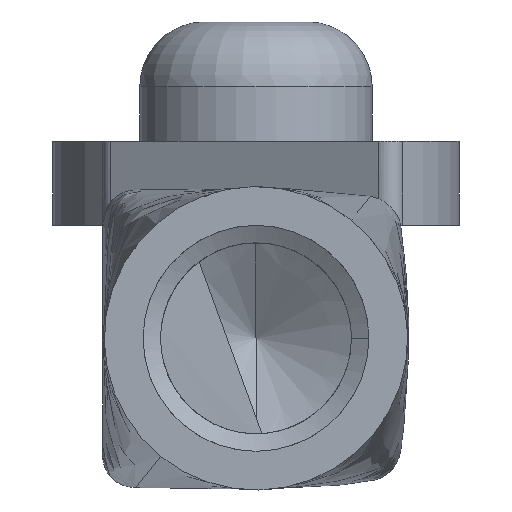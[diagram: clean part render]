
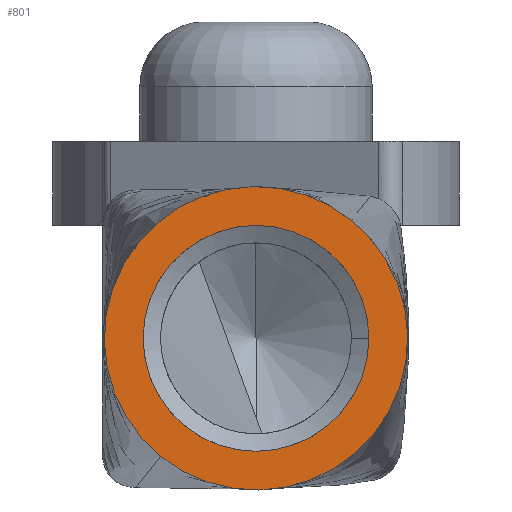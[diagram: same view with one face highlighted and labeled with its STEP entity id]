
A CAD part, front view. The second image highlights one B-rep face of the part: STEP entity #801.
In plain terms, the highlighted planar face has unit normal (0, -1, 0).
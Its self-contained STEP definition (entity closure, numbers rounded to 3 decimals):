
#45 = CARTESIAN_POINT ( 'NONE',  ( 0., 0., 0. ) ) ;
#96 = VERTEX_POINT ( 'NONE', #1116 ) ;
#152 = DIRECTION ( 'NONE',  ( 0., 0., 1. ) ) ;
#213 = CIRCLE ( 'NONE', #597, 4.7 ) ;
#240 = CARTESIAN_POINT ( 'NONE',  ( -2.95, 0., -3.659 ) ) ;
#265 = CARTESIAN_POINT ( 'NONE',  ( 0., 0., 3.5 ) ) ;
#283 = VERTEX_POINT ( 'NONE', #240 ) ;
#322 = DIRECTION ( 'NONE',  ( 0., 1., 0. ) ) ;
#396 = FACE_OUTER_BOUND ( 'NONE', #2535, .T. ) ;
#406 = DIRECTION ( 'NONE',  ( 0., 1., 0. ) ) ;
#418 = PLANE ( 'NONE',  #2675 ) ;
#491 = AXIS2_PLACEMENT_3D ( 'NONE', #1132, #2680, #2444 ) ;
#507 = CARTESIAN_POINT ( 'NONE',  ( 2.95, 0., 3.659 ) ) ;
#538 = DIRECTION ( 'NONE',  ( 0., 0., 1. ) ) ;
#597 = AXIS2_PLACEMENT_3D ( 'NONE', #45, #809, #1070 ) ;
#801 = ADVANCED_FACE ( 'NONE', ( #3156, #396 ), #418, .F. ) ;
#809 = DIRECTION ( 'NONE',  ( 0., 1., 0. ) ) ;
#815 = EDGE_CURVE ( 'NONE', #1538, #96, #2486, .T. ) ;
#910 = EDGE_LOOP ( 'NONE', ( #1272, #1585 ) ) ;
#970 = DIRECTION ( 'NONE',  ( 0., -1., 0. ) ) ;
#1070 = DIRECTION ( 'NONE',  ( 0., 0., 1. ) ) ;
#1116 = CARTESIAN_POINT ( 'NONE',  ( 0., 0., -3.5 ) ) ;
#1132 = CARTESIAN_POINT ( 'NONE',  ( 0., 0., 0. ) ) ;
#1195 = AXIS2_PLACEMENT_3D ( 'NONE', #3065, #970, #1789 ) ;
#1271 = CIRCLE ( 'NONE', #1195, 3.5 ) ;
#1272 = ORIENTED_EDGE ( 'NONE', *, *, #2628, .F. ) ;
#1538 = VERTEX_POINT ( 'NONE', #265 ) ;
#1585 = ORIENTED_EDGE ( 'NONE', *, *, #815, .F. ) ;
#1602 = ORIENTED_EDGE ( 'NONE', *, *, #1696, .F. ) ;
#1635 = EDGE_CURVE ( 'NONE', #283, #2688, #2175, .T. ) ;
#1696 = EDGE_CURVE ( 'NONE', #2688, #283, #213, .T. ) ;
#1789 = DIRECTION ( 'NONE',  ( 0., 0., -1. ) ) ;
#1882 = AXIS2_PLACEMENT_3D ( 'NONE', #2378, #322, #538 ) ;
#2175 = CIRCLE ( 'NONE', #1882, 4.7 ) ;
#2204 = CARTESIAN_POINT ( 'NONE',  ( 0., 0., 0. ) ) ;
#2212 = ORIENTED_EDGE ( 'NONE', *, *, #1635, .F. ) ;
#2378 = CARTESIAN_POINT ( 'NONE',  ( 0., 0., 0. ) ) ;
#2444 = DIRECTION ( 'NONE',  ( 0., 0., -1. ) ) ;
#2486 = CIRCLE ( 'NONE', #491, 3.5 ) ;
#2535 = EDGE_LOOP ( 'NONE', ( #2212, #1602 ) ) ;
#2628 = EDGE_CURVE ( 'NONE', #96, #1538, #1271, .T. ) ;
#2675 = AXIS2_PLACEMENT_3D ( 'NONE', #2204, #406, #152 ) ;
#2680 = DIRECTION ( 'NONE',  ( 0., -1., 0. ) ) ;
#2688 = VERTEX_POINT ( 'NONE', #507 ) ;
#3065 = CARTESIAN_POINT ( 'NONE',  ( 0., 0., 0. ) ) ;
#3156 = FACE_BOUND ( 'NONE', #910, .T. ) ;
